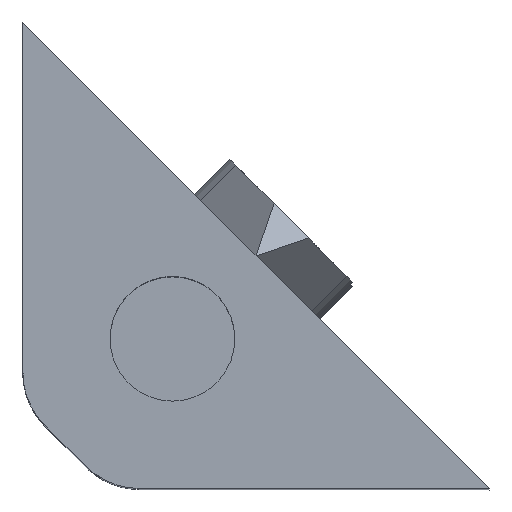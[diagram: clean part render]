
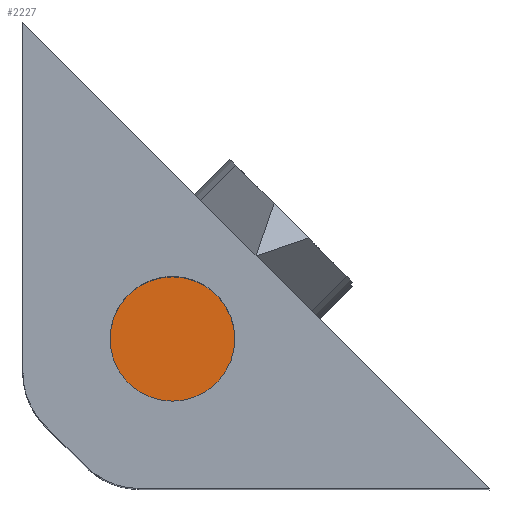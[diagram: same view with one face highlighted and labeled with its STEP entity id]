
A CAD part, top view. The second image highlights one B-rep face of the part: STEP entity #2227.
In plain terms, the highlighted free-form (B-spline) face has degree [1, 1] with [2, 2] control points.
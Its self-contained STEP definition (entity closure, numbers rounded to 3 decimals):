
#1283 = SURFACE_OF_REVOLUTION('',#1284,#1288);
#1284 = LINE('',#1285,#1286);
#1285 = CARTESIAN_POINT('',(-339.,-349.5,179.));
#1286 = VECTOR('',#1287,1.);
#1287 = DIRECTION('',(0.,0.,1.));
#1288 = AXIS1_PLACEMENT('',#1289,#1290);
#1289 = CARTESIAN_POINT('',(-339.,-352.,179.));
#1290 = DIRECTION('',(0.,0.,-1.));
#1338 = SURFACE_OF_REVOLUTION('',#1339,#1343);
#1339 = LINE('',#1340,#1341);
#1340 = CARTESIAN_POINT('',(-339.,-354.5,179.));
#1341 = VECTOR('',#1342,1.);
#1342 = DIRECTION('',(0.,0.,1.));
#1343 = AXIS1_PLACEMENT('',#1344,#1345);
#1344 = CARTESIAN_POINT('',(-339.,-352.,179.));
#1345 = DIRECTION('',(0.,0.,-1.));
#1840 = VERTEX_POINT('',#1841);
#1841 = CARTESIAN_POINT('',(-339.,-349.5,179.));
#1862 = VERTEX_POINT('',#1863);
#1863 = CARTESIAN_POINT('',(-339.,-354.5,179.));
#1882 = EDGE_CURVE('',#1840,#1862,#1883,.T.);
#1883 = SURFACE_CURVE('',#1884,(#1889,#1895),.PCURVE_S1.);
#1884 = CIRCLE('',#1885,2.5);
#1885 = AXIS2_PLACEMENT_3D('',#1886,#1887,#1888);
#1886 = CARTESIAN_POINT('',(-339.,-352.,179.));
#1887 = DIRECTION('',(0.,-0.,1.));
#1888 = DIRECTION('',(0.,1.,0.));
#1889 = PCURVE('',#1283,#1890);
#1890 = DEFINITIONAL_REPRESENTATION('',(#1891),#1894);
#1891 = B_SPLINE_CURVE_WITH_KNOTS('',1,(#1892,#1893),.UNSPECIFIED.,.F.,
  .F.,(2,2),(0.,3.142),.PIECEWISE_BEZIER_KNOTS.);
#1892 = CARTESIAN_POINT('',(6.283,0.));
#1893 = CARTESIAN_POINT('',(3.142,0.));
#1894 = ( GEOMETRIC_REPRESENTATION_CONTEXT(2) 
PARAMETRIC_REPRESENTATION_CONTEXT() REPRESENTATION_CONTEXT('2D SPACE',''
  ) );
#1895 = PCURVE('',#1896,#1901);
#1896 = B_SPLINE_SURFACE_WITH_KNOTS('',1,1,(
    (#1897,#1898)
    ,(#1899,#1900
    )),.UNSPECIFIED.,.F.,.F.,.F.,(2,2),(2,2),(0.,1.),(0.,1.),
  .PIECEWISE_BEZIER_KNOTS.);
#1897 = CARTESIAN_POINT('',(-341.5,-349.5,179.));
#1898 = CARTESIAN_POINT('',(-336.5,-349.5,179.));
#1899 = CARTESIAN_POINT('',(-341.5,-354.5,179.));
#1900 = CARTESIAN_POINT('',(-336.5,-354.5,179.));
#1901 = DEFINITIONAL_REPRESENTATION('',(#1902),#1932);
#1902 = B_SPLINE_CURVE_WITH_KNOTS('',3,(#1903,#1904,#1905,#1906,#1907,
    #1908,#1909,#1910,#1911,#1912,#1913,#1914,#1915,#1916,#1917,#1918,
    #1919,#1920,#1921,#1922,#1923,#1924,#1925,#1926,#1927,#1928,#1929,
    #1930,#1931),.UNSPECIFIED.,.F.,.F.,(4,1,1,1,1,1,1,1,1,1,1,1,1,1,1,1,
    1,1,1,1,1,1,1,1,1,1,4),(0.,0.121,0.242,
    0.362,0.483,0.604,0.725,
    0.846,0.967,1.087,1.208,
    1.329,1.45,1.571,1.692,
    1.812,1.933,2.054,2.175,
    2.296,2.417,2.537,2.658,
    2.779,2.9,3.021,3.142),
  .UNSPECIFIED.);
#1903 = CARTESIAN_POINT('',(0.,0.5));
#1904 = CARTESIAN_POINT('',(0.,0.48));
#1905 = CARTESIAN_POINT('',(0.002,0.44));
#1906 = CARTESIAN_POINT('',(0.013,0.38));
#1907 = CARTESIAN_POINT('',(0.031,0.322));
#1908 = CARTESIAN_POINT('',(0.056,0.267));
#1909 = CARTESIAN_POINT('',(0.088,0.215));
#1910 = CARTESIAN_POINT('',(0.125,0.168));
#1911 = CARTESIAN_POINT('',(0.168,0.125));
#1912 = CARTESIAN_POINT('',(0.215,0.088));
#1913 = CARTESIAN_POINT('',(0.267,0.056));
#1914 = CARTESIAN_POINT('',(0.322,0.031));
#1915 = CARTESIAN_POINT('',(0.38,0.013));
#1916 = CARTESIAN_POINT('',(0.44,0.002));
#1917 = CARTESIAN_POINT('',(0.5,-0.001));
#1918 = CARTESIAN_POINT('',(0.56,0.002));
#1919 = CARTESIAN_POINT('',(0.62,0.013));
#1920 = CARTESIAN_POINT('',(0.678,0.031));
#1921 = CARTESIAN_POINT('',(0.733,0.056));
#1922 = CARTESIAN_POINT('',(0.785,0.088));
#1923 = CARTESIAN_POINT('',(0.832,0.125));
#1924 = CARTESIAN_POINT('',(0.875,0.168));
#1925 = CARTESIAN_POINT('',(0.912,0.215));
#1926 = CARTESIAN_POINT('',(0.944,0.267));
#1927 = CARTESIAN_POINT('',(0.969,0.322));
#1928 = CARTESIAN_POINT('',(0.987,0.38));
#1929 = CARTESIAN_POINT('',(0.998,0.44));
#1930 = CARTESIAN_POINT('',(1.,0.48));
#1931 = CARTESIAN_POINT('',(1.,0.5));
#1932 = ( GEOMETRIC_REPRESENTATION_CONTEXT(2) 
PARAMETRIC_REPRESENTATION_CONTEXT() REPRESENTATION_CONTEXT('2D SPACE',''
  ) );
#2227 = ADVANCED_FACE('',(#2228),#1896,.T.);
#2228 = FACE_BOUND('',#2229,.T.);
#2229 = EDGE_LOOP('',(#2230,#2277));
#2230 = ORIENTED_EDGE('',*,*,#2231,.T.);
#2231 = EDGE_CURVE('',#1862,#1840,#2232,.T.);
#2232 = SURFACE_CURVE('',#2233,(#2238,#2271),.PCURVE_S1.);
#2233 = CIRCLE('',#2234,2.5);
#2234 = AXIS2_PLACEMENT_3D('',#2235,#2236,#2237);
#2235 = CARTESIAN_POINT('',(-339.,-352.,179.));
#2236 = DIRECTION('',(0.,0.,1.));
#2237 = DIRECTION('',(0.,-1.,0.));
#2238 = PCURVE('',#1896,#2239);
#2239 = DEFINITIONAL_REPRESENTATION('',(#2240),#2270);
#2240 = B_SPLINE_CURVE_WITH_KNOTS('',3,(#2241,#2242,#2243,#2244,#2245,
    #2246,#2247,#2248,#2249,#2250,#2251,#2252,#2253,#2254,#2255,#2256,
    #2257,#2258,#2259,#2260,#2261,#2262,#2263,#2264,#2265,#2266,#2267,
    #2268,#2269),.UNSPECIFIED.,.F.,.F.,(4,1,1,1,1,1,1,1,1,1,1,1,1,1,1,1,
    1,1,1,1,1,1,1,1,1,1,4),(0.,0.121,0.242,
    0.362,0.483,0.604,0.725,
    0.846,0.967,1.087,1.208,
    1.329,1.45,1.571,1.692,
    1.812,1.933,2.054,2.175,
    2.296,2.417,2.537,2.658,
    2.779,2.9,3.021,3.142),
  .UNSPECIFIED.);
#2241 = CARTESIAN_POINT('',(1.,0.5));
#2242 = CARTESIAN_POINT('',(1.,0.52));
#2243 = CARTESIAN_POINT('',(0.998,0.56));
#2244 = CARTESIAN_POINT('',(0.987,0.62));
#2245 = CARTESIAN_POINT('',(0.969,0.678));
#2246 = CARTESIAN_POINT('',(0.944,0.733));
#2247 = CARTESIAN_POINT('',(0.912,0.785));
#2248 = CARTESIAN_POINT('',(0.875,0.832));
#2249 = CARTESIAN_POINT('',(0.832,0.875));
#2250 = CARTESIAN_POINT('',(0.785,0.912));
#2251 = CARTESIAN_POINT('',(0.733,0.944));
#2252 = CARTESIAN_POINT('',(0.678,0.969));
#2253 = CARTESIAN_POINT('',(0.62,0.987));
#2254 = CARTESIAN_POINT('',(0.56,0.998));
#2255 = CARTESIAN_POINT('',(0.5,1.001));
#2256 = CARTESIAN_POINT('',(0.44,0.998));
#2257 = CARTESIAN_POINT('',(0.38,0.987));
#2258 = CARTESIAN_POINT('',(0.322,0.969));
#2259 = CARTESIAN_POINT('',(0.267,0.944));
#2260 = CARTESIAN_POINT('',(0.215,0.912));
#2261 = CARTESIAN_POINT('',(0.168,0.875));
#2262 = CARTESIAN_POINT('',(0.125,0.832));
#2263 = CARTESIAN_POINT('',(0.088,0.785));
#2264 = CARTESIAN_POINT('',(0.056,0.733));
#2265 = CARTESIAN_POINT('',(0.031,0.678));
#2266 = CARTESIAN_POINT('',(0.013,0.62));
#2267 = CARTESIAN_POINT('',(0.002,0.56));
#2268 = CARTESIAN_POINT('',(0.,0.52));
#2269 = CARTESIAN_POINT('',(0.,0.5));
#2270 = ( GEOMETRIC_REPRESENTATION_CONTEXT(2) 
PARAMETRIC_REPRESENTATION_CONTEXT() REPRESENTATION_CONTEXT('2D SPACE',''
  ) );
#2271 = PCURVE('',#1338,#2272);
#2272 = DEFINITIONAL_REPRESENTATION('',(#2273),#2276);
#2273 = B_SPLINE_CURVE_WITH_KNOTS('',1,(#2274,#2275),.UNSPECIFIED.,.F.,
  .F.,(2,2),(0.,3.142),.PIECEWISE_BEZIER_KNOTS.);
#2274 = CARTESIAN_POINT('',(6.283,0.));
#2275 = CARTESIAN_POINT('',(3.142,0.));
#2276 = ( GEOMETRIC_REPRESENTATION_CONTEXT(2) 
PARAMETRIC_REPRESENTATION_CONTEXT() REPRESENTATION_CONTEXT('2D SPACE',''
  ) );
#2277 = ORIENTED_EDGE('',*,*,#1882,.T.);
